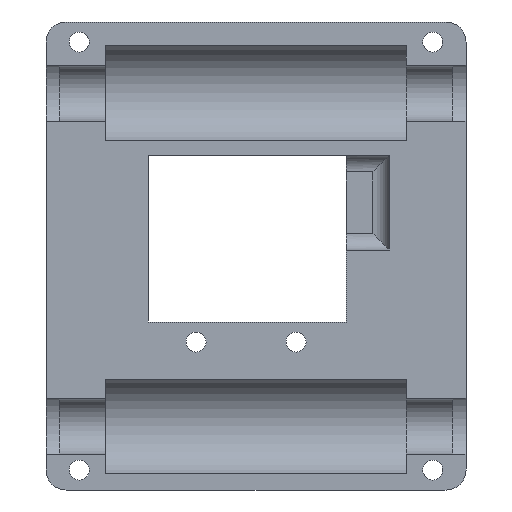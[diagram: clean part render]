
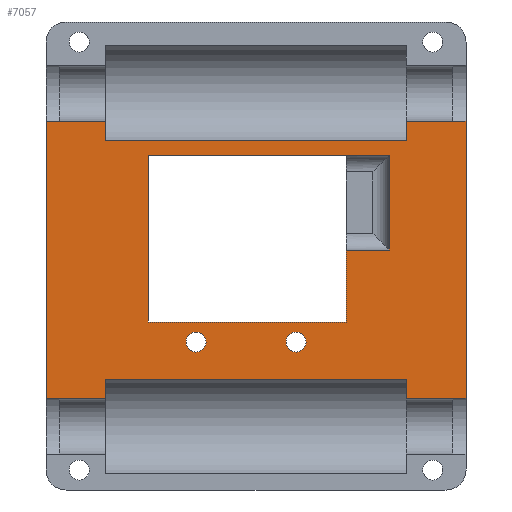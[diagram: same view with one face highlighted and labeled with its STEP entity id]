
A CAD part, front view. The second image highlights one B-rep face of the part: STEP entity #7057.
In plain terms, the highlighted planar face has unit normal (0, -1, 0).
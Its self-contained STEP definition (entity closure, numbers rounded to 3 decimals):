
#653=CIRCLE('',#7851,1.5);
#654=CIRCLE('',#7855,1.5);
#676=FACE_BOUND('',#1585,.T.);
#677=FACE_BOUND('',#1586,.T.);
#678=FACE_BOUND('',#1587,.T.);
#829=PLANE('',#7862);
#1196=FACE_OUTER_BOUND('',#1584,.T.);
#1584=EDGE_LOOP('',(#6669,#6670,#6671,#6672,#6673,#6674,#6675,#6676,#6677,
#6678,#6679,#6680));
#1585=EDGE_LOOP('',(#6681,#6682,#6683,#6684,#6685,#6686));
#1586=EDGE_LOOP('',(#6687));
#1587=EDGE_LOOP('',(#6688));
#1627=LINE('',#15814,#2250);
#1634=LINE('',#15826,#2257);
#1636=LINE('',#15830,#2259);
#1645=LINE('',#15848,#2268);
#1880=LINE('',#16526,#2503);
#1905=LINE('',#16593,#2528);
#2135=LINE('',#17457,#2758);
#2136=LINE('',#17459,#2759);
#2141=LINE('',#17473,#2764);
#2148=LINE('',#17490,#2771);
#2151=LINE('',#17499,#2774);
#2154=LINE('',#17506,#2777);
#2159=LINE('',#17520,#2782);
#2168=LINE('',#17541,#2791);
#2176=LINE('',#17561,#2799);
#2182=LINE('',#17571,#2805);
#2190=LINE('',#17593,#2813);
#2199=LINE('',#17618,#2822);
#2250=VECTOR('',#8094,10.);
#2257=VECTOR('',#8103,10.);
#2259=VECTOR('',#8107,10.);
#2268=VECTOR('',#8120,10.);
#2503=VECTOR('',#8749,10.);
#2528=VECTOR('',#8820,10.);
#2758=VECTOR('',#9858,10.);
#2759=VECTOR('',#9861,10.);
#2764=VECTOR('',#9870,10.);
#2771=VECTOR('',#9887,10.);
#2774=VECTOR('',#9894,10.);
#2777=VECTOR('',#9899,10.);
#2782=VECTOR('',#9910,10.);
#2791=VECTOR('',#9929,10.);
#2799=VECTOR('',#9951,10.);
#2805=VECTOR('',#9959,10.);
#2813=VECTOR('',#9987,10.);
#2822=VECTOR('',#10016,10.);
#2965=VERTEX_POINT('',#15811);
#2966=VERTEX_POINT('',#15813);
#2970=VERTEX_POINT('',#15824);
#2971=VERTEX_POINT('',#15828);
#2978=VERTEX_POINT('',#15846);
#3223=VERTEX_POINT('',#16523);
#3224=VERTEX_POINT('',#16525);
#3242=VERTEX_POINT('',#16590);
#3243=VERTEX_POINT('',#16592);
#3473=VERTEX_POINT('',#17455);
#3479=VERTEX_POINT('',#17470);
#3480=VERTEX_POINT('',#17472);
#3485=VERTEX_POINT('',#17488);
#3489=VERTEX_POINT('',#17497);
#3490=VERTEX_POINT('',#17502);
#3492=VERTEX_POINT('',#17505);
#3498=VERTEX_POINT('',#17519);
#3503=VERTEX_POINT('',#17534);
#3528=VERTEX_POINT('',#17635);
#3529=VERTEX_POINT('',#17643);
#3662=EDGE_CURVE('',#2966,#2965,#1627,.T.);
#3669=EDGE_CURVE('',#2965,#2970,#1634,.T.);
#3671=EDGE_CURVE('',#2970,#2971,#1636,.T.);
#3680=EDGE_CURVE('',#2978,#2971,#1645,.T.);
#4020=EDGE_CURVE('',#3224,#3223,#1880,.T.);
#4053=EDGE_CURVE('',#3243,#3242,#1905,.T.);
#4483=EDGE_CURVE('',#3473,#2978,#2135,.T.);
#4484=EDGE_CURVE('',#2966,#3473,#2136,.T.);
#4490=EDGE_CURVE('',#3480,#3479,#2141,.T.);
#4499=EDGE_CURVE('',#3479,#3485,#2148,.T.);
#4503=EDGE_CURVE('',#3485,#3489,#2151,.T.);
#4506=EDGE_CURVE('',#3492,#3490,#2154,.T.);
#4513=EDGE_CURVE('',#3498,#3492,#2159,.T.);
#4524=EDGE_CURVE('',#3503,#3498,#2168,.T.);
#4535=EDGE_CURVE('',#3242,#3480,#2176,.T.);
#4541=EDGE_CURVE('',#3490,#3243,#2182,.T.);
#4552=EDGE_CURVE('',#3489,#3224,#2190,.T.);
#4565=EDGE_CURVE('',#3223,#3503,#2199,.T.);
#4574=EDGE_CURVE('',#3528,#3528,#653,.T.);
#4578=EDGE_CURVE('',#3529,#3529,#654,.T.);
#6669=ORIENTED_EDGE('',*,*,#4503,.T.);
#6670=ORIENTED_EDGE('',*,*,#4552,.T.);
#6671=ORIENTED_EDGE('',*,*,#4020,.T.);
#6672=ORIENTED_EDGE('',*,*,#4565,.T.);
#6673=ORIENTED_EDGE('',*,*,#4524,.T.);
#6674=ORIENTED_EDGE('',*,*,#4513,.T.);
#6675=ORIENTED_EDGE('',*,*,#4506,.T.);
#6676=ORIENTED_EDGE('',*,*,#4541,.T.);
#6677=ORIENTED_EDGE('',*,*,#4053,.T.);
#6678=ORIENTED_EDGE('',*,*,#4535,.T.);
#6679=ORIENTED_EDGE('',*,*,#4490,.T.);
#6680=ORIENTED_EDGE('',*,*,#4499,.T.);
#6681=ORIENTED_EDGE('',*,*,#3671,.T.);
#6682=ORIENTED_EDGE('',*,*,#3680,.F.);
#6683=ORIENTED_EDGE('',*,*,#4483,.F.);
#6684=ORIENTED_EDGE('',*,*,#4484,.F.);
#6685=ORIENTED_EDGE('',*,*,#3662,.T.);
#6686=ORIENTED_EDGE('',*,*,#3669,.T.);
#6687=ORIENTED_EDGE('',*,*,#4578,.F.);
#6688=ORIENTED_EDGE('',*,*,#4574,.F.);
#7057=ADVANCED_FACE('',(#1196,#676,#677,#678),#829,.F.);
#7851=AXIS2_PLACEMENT_3D('',#17637,#10039,#10040);
#7855=AXIS2_PLACEMENT_3D('',#17645,#10050,#10051);
#7862=AXIS2_PLACEMENT_3D('',#17656,#10068,#10069);
#8094=DIRECTION('',(1.,0.,0.));
#8103=DIRECTION('',(0.,0.,-1.));
#8107=DIRECTION('',(-1.,0.,0.));
#8120=DIRECTION('',(0.,0.,1.));
#8749=DIRECTION('',(0.,0.,1.));
#8820=DIRECTION('',(0.,0.,-1.));
#9858=DIRECTION('',(1.,0.,0.));
#9861=DIRECTION('',(0.,0.,-1.));
#9870=DIRECTION('',(0.,0.,1.));
#9887=DIRECTION('',(1.,0.,0.));
#9894=DIRECTION('',(0.,0.,-1.));
#9899=DIRECTION('',(0.,0.,1.));
#9910=DIRECTION('',(-1.,0.,0.));
#9929=DIRECTION('',(0.,0.,-1.));
#9951=DIRECTION('',(1.,0.,0.));
#9959=DIRECTION('',(-1.,0.,0.));
#9987=DIRECTION('',(1.,0.,0.));
#10016=DIRECTION('',(-1.,0.,0.));
#10039=DIRECTION('center_axis',(0.,-1.,0.));
#10040=DIRECTION('ref_axis',(1.,0.,0.));
#10050=DIRECTION('center_axis',(0.,-1.,0.));
#10051=DIRECTION('ref_axis',(1.,0.,0.));
#10068=DIRECTION('center_axis',(0.,1.,0.));
#10069=DIRECTION('ref_axis',(1.,0.,0.));
#15811=CARTESIAN_POINT('',(21.5,1.5,28.));
#15813=CARTESIAN_POINT('',(-14.7,1.5,28.));
#15814=CARTESIAN_POINT('',(8.25,1.5,28.));
#15824=CARTESIAN_POINT('',(21.5,1.5,13.8));
#15826=CARTESIAN_POINT('',(21.5,1.5,20.45));
#15828=CARTESIAN_POINT('',(15.,1.5,13.8));
#15830=CARTESIAN_POINT('',(11.5,1.5,13.8));
#15846=CARTESIAN_POINT('',(15.,1.5,3.));
#15848=CARTESIAN_POINT('',(15.,1.5,3.));
#16523=CARTESIAN_POINT('',(33.,1.5,33.13));
#16525=CARTESIAN_POINT('',(33.,1.5,-8.47));
#16526=CARTESIAN_POINT('',(33.,1.5,-19.2));
#16590=CARTESIAN_POINT('',(-30.,1.5,-8.47));
#16592=CARTESIAN_POINT('',(-30.,1.5,33.13));
#16593=CARTESIAN_POINT('',(-30.,1.5,45.));
#17455=CARTESIAN_POINT('',(-14.7,1.5,3.));
#17457=CARTESIAN_POINT('',(-14.7,1.5,3.));
#17459=CARTESIAN_POINT('',(-14.7,1.5,3.));
#17470=CARTESIAN_POINT('',(-21.15,1.5,-5.57));
#17472=CARTESIAN_POINT('',(-21.15,1.5,-8.47));
#17473=CARTESIAN_POINT('',(-21.15,1.5,12.615));
#17488=CARTESIAN_POINT('',(24.05,1.5,-5.57));
#17490=CARTESIAN_POINT('',(12.775,1.5,-5.57));
#17497=CARTESIAN_POINT('',(24.05,1.5,-8.47));
#17499=CARTESIAN_POINT('',(24.05,1.5,0.115));
#17502=CARTESIAN_POINT('',(-21.15,1.5,33.13));
#17505=CARTESIAN_POINT('',(-21.15,1.5,30.23));
#17506=CARTESIAN_POINT('',(-21.15,1.5,12.615));
#17519=CARTESIAN_POINT('',(24.05,1.5,30.23));
#17520=CARTESIAN_POINT('',(12.775,1.5,30.23));
#17534=CARTESIAN_POINT('',(24.05,1.5,33.13));
#17541=CARTESIAN_POINT('',(24.05,1.5,25.115));
#17561=CARTESIAN_POINT('',(17.25,1.5,-8.47));
#17571=CARTESIAN_POINT('',(17.25,1.5,33.13));
#17593=CARTESIAN_POINT('',(17.25,1.5,-8.47));
#17618=CARTESIAN_POINT('',(17.25,1.5,33.13));
#17635=CARTESIAN_POINT('',(6.,1.5,0.));
#17637=CARTESIAN_POINT('Origin',(7.5,1.5,0.));
#17643=CARTESIAN_POINT('',(-9.,1.5,0.));
#17645=CARTESIAN_POINT('Origin',(-7.5,1.5,0.));
#17656=CARTESIAN_POINT('Origin',(1.5,1.5,12.9));
